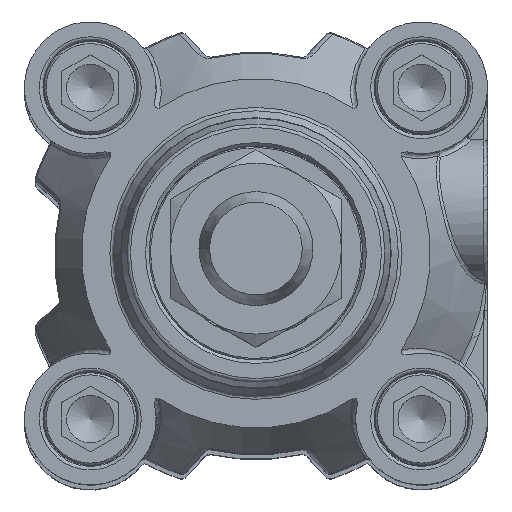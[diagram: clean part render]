
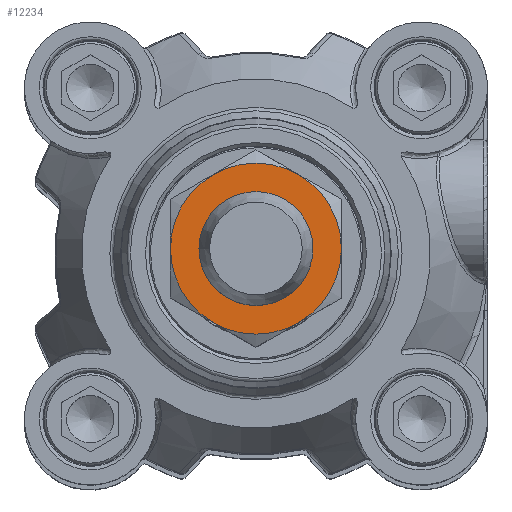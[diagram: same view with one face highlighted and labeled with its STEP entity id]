
A CAD part, top view. The second image highlights one B-rep face of the part: STEP entity #12234.
In plain terms, the highlighted face is planar.
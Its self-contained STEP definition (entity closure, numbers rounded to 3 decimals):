
#686=FACE_BOUND('',#2894,.T.);
#933=PLANE('',#13727);
#2145=FACE_OUTER_BOUND('',#2893,.T.);
#2893=EDGE_LOOP('',(#11413,#11414,#11415,#11416,#11417,#11418));
#2894=EDGE_LOOP('',(#11419));
#5201=CIRCLE('',#13722,8.);
#5205=CIRCLE('',#13728,12.);
#5206=CIRCLE('',#13729,12.);
#5207=CIRCLE('',#13730,12.);
#5208=CIRCLE('',#13731,12.);
#5209=CIRCLE('',#13732,12.);
#5210=CIRCLE('',#13733,12.);
#6309=VERTEX_POINT('',#24050);
#6313=VERTEX_POINT('',#24062);
#6314=VERTEX_POINT('',#24063);
#6315=VERTEX_POINT('',#24065);
#6316=VERTEX_POINT('',#24067);
#6317=VERTEX_POINT('',#24069);
#6318=VERTEX_POINT('',#24071);
#8010=EDGE_CURVE('',#6309,#6309,#5201,.T.);
#8016=EDGE_CURVE('',#6313,#6314,#5205,.T.);
#8017=EDGE_CURVE('',#6314,#6315,#5206,.T.);
#8018=EDGE_CURVE('',#6315,#6316,#5207,.T.);
#8019=EDGE_CURVE('',#6316,#6317,#5208,.T.);
#8020=EDGE_CURVE('',#6317,#6318,#5209,.T.);
#8021=EDGE_CURVE('',#6318,#6313,#5210,.T.);
#11413=ORIENTED_EDGE('',*,*,#8016,.T.);
#11414=ORIENTED_EDGE('',*,*,#8017,.T.);
#11415=ORIENTED_EDGE('',*,*,#8018,.T.);
#11416=ORIENTED_EDGE('',*,*,#8019,.T.);
#11417=ORIENTED_EDGE('',*,*,#8020,.T.);
#11418=ORIENTED_EDGE('',*,*,#8021,.T.);
#11419=ORIENTED_EDGE('',*,*,#8010,.F.);
#12234=ADVANCED_FACE('',(#2145,#686),#933,.F.);
#13722=AXIS2_PLACEMENT_3D('',#24051,#17100,#17101);
#13727=AXIS2_PLACEMENT_3D('',#24061,#17112,#17113);
#13728=AXIS2_PLACEMENT_3D('',#24064,#17114,#17115);
#13729=AXIS2_PLACEMENT_3D('',#24066,#17116,#17117);
#13730=AXIS2_PLACEMENT_3D('',#24068,#17118,#17119);
#13731=AXIS2_PLACEMENT_3D('',#24070,#17120,#17121);
#13732=AXIS2_PLACEMENT_3D('',#24072,#17122,#17123);
#13733=AXIS2_PLACEMENT_3D('',#24073,#17124,#17125);
#17100=DIRECTION('center_axis',(-1.,0.,0.));
#17101=DIRECTION('ref_axis',(0.,0.,-1.));
#17112=DIRECTION('center_axis',(1.,0.,0.));
#17113=DIRECTION('ref_axis',(0.,0.,-1.));
#17114=DIRECTION('center_axis',(-1.,0.,0.));
#17115=DIRECTION('ref_axis',(0.,1.,0.));
#17116=DIRECTION('center_axis',(-1.,0.,0.));
#17117=DIRECTION('ref_axis',(0.,1.,0.));
#17118=DIRECTION('center_axis',(-1.,0.,0.));
#17119=DIRECTION('ref_axis',(0.,1.,0.));
#17120=DIRECTION('center_axis',(-1.,0.,0.));
#17121=DIRECTION('ref_axis',(0.,1.,0.));
#17122=DIRECTION('center_axis',(-1.,0.,0.));
#17123=DIRECTION('ref_axis',(0.,1.,0.));
#17124=DIRECTION('center_axis',(-1.,0.,0.));
#17125=DIRECTION('ref_axis',(0.,1.,0.));
#24050=CARTESIAN_POINT('',(0.,0.,8.));
#24051=CARTESIAN_POINT('Origin',(0.,0.,0.));
#24061=CARTESIAN_POINT('Origin',(0.,0.,0.));
#24062=CARTESIAN_POINT('',(0.,-10.392,-6.));
#24063=CARTESIAN_POINT('',(0.,-10.392,6.));
#24064=CARTESIAN_POINT('Origin',(0.,0.,0.));
#24065=CARTESIAN_POINT('',(0.,0.,12.));
#24066=CARTESIAN_POINT('Origin',(0.,0.,0.));
#24067=CARTESIAN_POINT('',(0.,10.392,6.));
#24068=CARTESIAN_POINT('Origin',(0.,0.,0.));
#24069=CARTESIAN_POINT('',(0.,10.392,-6.));
#24070=CARTESIAN_POINT('Origin',(0.,0.,0.));
#24071=CARTESIAN_POINT('',(0.,0.,-12.));
#24072=CARTESIAN_POINT('Origin',(0.,0.,0.));
#24073=CARTESIAN_POINT('Origin',(0.,0.,0.));
